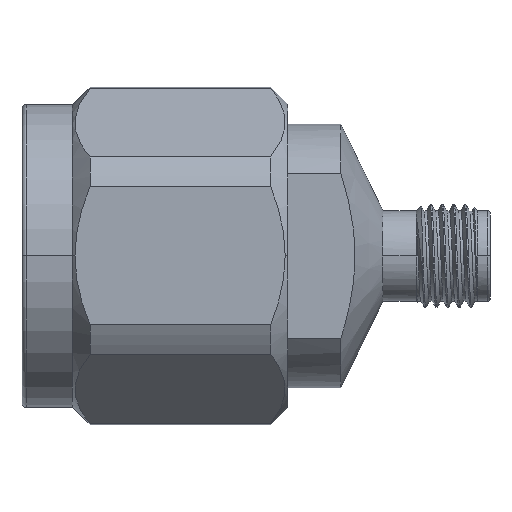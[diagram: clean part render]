
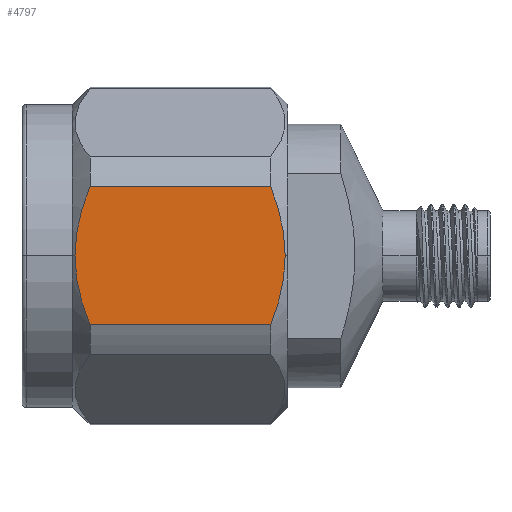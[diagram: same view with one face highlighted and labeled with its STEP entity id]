
A CAD part, top view. The second image highlights one B-rep face of the part: STEP entity #4797.
In plain terms, the highlighted planar face has unit normal (0, 0, 1).
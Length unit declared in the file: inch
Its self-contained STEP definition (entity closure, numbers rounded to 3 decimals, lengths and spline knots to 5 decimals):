
#185 = CARTESIAN_POINT ( 'NONE',  ( 0.12899, 0.01415, 0.375 ) ) ;
#230 = CARTESIAN_POINT ( 'NONE',  ( 0.15202, -0.13313, 0.375 ) ) ;
#258 = CARTESIAN_POINT ( 'NONE',  ( 0.16578, -0.16832, 0.375 ) ) ;
#311 = CARTESIAN_POINT ( 'NONE',  ( 0.62886, -0.0976, 0.375 ) ) ;
#433 = VERTEX_POINT ( 'NONE', #2890 ) ;
#635 = CARTESIAN_POINT ( 'NONE',  ( 0.12899, 0., 0.375 ) ) ;
#690 = ORIENTED_EDGE ( 'NONE', *, *, #3491, .T. ) ;
#733 = CARTESIAN_POINT ( 'NONE',  ( 0.14169, -0.09748, 0.375 ) ) ;
#739 = ORIENTED_EDGE ( 'NONE', *, *, #5627, .T. ) ;
#853 = PLANE ( 'NONE',  #1906 ) ;
#1013 = CARTESIAN_POINT ( 'NONE',  ( 0.60576, 0.16832, 0.375 ) ) ;
#1028 = DIRECTION ( 'NONE',  ( -1., 0., 0. ) ) ;
#1168 = CARTESIAN_POINT ( 'NONE',  ( 0.14024, -0.09162, 0.375 ) ) ;
#1352 = CARTESIAN_POINT ( 'NONE',  ( -0.15708, 0.21651, 0.375 ) ) ;
#1376 = B_SPLINE_CURVE_WITH_KNOTS ( 'NONE', 3,
 ( #1398, #3606, #2684, #2590, #3665, #3125, #1592, #1629, #5668, #5735, #3154, #5698 ),
 .UNSPECIFIED., .F., .F.,
 ( 4, 1, 1, 1, 1, 2, 2, 4 ),
 ( 0.50024, 0.62518, 0.68765, 0.71888, 0.7345, 0.74231, 0.75012, 1. ),
 .UNSPECIFIED. ) ;
#1398 = CARTESIAN_POINT ( 'NONE',  ( 0.64108, 0., 0.375 ) ) ;
#1451 = CARTESIAN_POINT ( 'NONE',  ( 0.63136, -0.08684, 0.375 ) ) ;
#1561 = ORIENTED_EDGE ( 'NONE', *, *, #6601, .T. ) ;
#1592 = CARTESIAN_POINT ( 'NONE',  ( 0.63239, 0.08201, 0.375 ) ) ;
#1608 = B_SPLINE_CURVE_WITH_KNOTS ( 'NONE', 3,
 ( #5880, #4906, #3307, #5376, #3916, #5312, #5916, #6424, #1168, #733, #4293, #230, #1778, #258 ),
 .UNSPECIFIED., .F., .F.,
 ( 4, 2, 2, 2, 1, 1, 1, 1, 4 ),
 ( 0.49989, 0.62491, 0.74994, 0.75776, 0.76557, 0.7812, 0.81246, 0.87497, 1. ),
 .UNSPECIFIED. ) ;
#1629 = CARTESIAN_POINT ( 'NONE',  ( 0.63201, 0.08382, 0.375 ) ) ;
#1641 = CARTESIAN_POINT ( 'NONE',  ( 0.64028, -0.02838, 0.375 ) ) ;
#1742 = CARTESIAN_POINT ( 'NONE',  ( 0.12899, 0., 0.375 ) ) ;
#1778 = CARTESIAN_POINT ( 'NONE',  ( 0.15984, -0.1541, 0.375 ) ) ;
#1863 = CARTESIAN_POINT ( 'NONE',  ( 0.63024, -0.09176, 0.375 ) ) ;
#1906 = AXIS2_PLACEMENT_3D ( 'NONE', #1352, #3396, #3537 ) ;
#1983 = VERTEX_POINT ( 'NONE', #1013 ) ;
#2049 = VECTOR ( 'NONE', #2730, 39.37008 ) ;
#2089 = CARTESIAN_POINT ( 'NONE',  ( 0., 0.16832, 0.375 ) ) ;
#2155 = CARTESIAN_POINT ( 'NONE',  ( 0., -0.16832, 0.375 ) ) ;
#2249 = EDGE_CURVE ( 'NONE', #5771, #433, #1608, .T. ) ;
#2252 = VERTEX_POINT ( 'NONE', #4392 ) ;
#2259 = CARTESIAN_POINT ( 'NONE',  ( 0.13811, 0.08235, 0.375 ) ) ;
#2334 = CARTESIAN_POINT ( 'NONE',  ( 0.60576, -0.16832, 0.375 ) ) ;
#2343 = CARTESIAN_POINT ( 'NONE',  ( 0.60576, -0.16832, 0.375 ) ) ;
#2590 = CARTESIAN_POINT ( 'NONE',  ( 0.63645, 0.0604, 0.375 ) ) ;
#2602 = LINE ( 'NONE', #2089, #3657 ) ;
#2648 = ORIENTED_EDGE ( 'NONE', *, *, #6336, .T. ) ;
#2684 = CARTESIAN_POINT ( 'NONE',  ( 0.6399, 0.03535, 0.375 ) ) ;
#2730 = DIRECTION ( 'NONE',  ( 1., 0., 0. ) ) ;
#2859 = CARTESIAN_POINT ( 'NONE',  ( 0.15393, 0.13997, 0.375 ) ) ;
#2890 = CARTESIAN_POINT ( 'NONE',  ( 0.16578, -0.16832, 0.375 ) ) ;
#3011 = VERTEX_POINT ( 'NONE', #3766 ) ;
#3125 = CARTESIAN_POINT ( 'NONE',  ( 0.63296, 0.0793, 0.375 ) ) ;
#3154 = CARTESIAN_POINT ( 'NONE',  ( 0.61719, 0.13983, 0.375 ) ) ;
#3268 = CARTESIAN_POINT ( 'NONE',  ( 0.13621, 0.0733, 0.375 ) ) ;
#3307 = CARTESIAN_POINT ( 'NONE',  ( 0.12981, -0.02831, 0.375 ) ) ;
#3391 = CARTESIAN_POINT ( 'NONE',  ( 0.61894, -0.1332, 0.375 ) ) ;
#3396 = DIRECTION ( 'NONE',  ( 0., 0., 1. ) ) ;
#3491 = EDGE_CURVE ( 'NONE', #1983, #3011, #2602, .T. ) ;
#3530 = CARTESIAN_POINT ( 'NONE',  ( 0.64108, 0., 0.375 ) ) ;
#3537 = DIRECTION ( 'NONE',  ( 0., -1., 0. ) ) ;
#3606 = CARTESIAN_POINT ( 'NONE',  ( 0.64108, 0.01408, 0.375 ) ) ;
#3657 = VECTOR ( 'NONE', #1028, 39.37008 ) ;
#3665 = CARTESIAN_POINT ( 'NONE',  ( 0.63421, 0.07299, 0.375 ) ) ;
#3766 = CARTESIAN_POINT ( 'NONE',  ( 0.16578, 0.16832, 0.375 ) ) ;
#3780 = CARTESIAN_POINT ( 'NONE',  ( 0.16578, 0.16832, 0.375 ) ) ;
#3875 = CARTESIAN_POINT ( 'NONE',  ( 0.13851, 0.08417, 0.375 ) ) ;
#3904 = FACE_OUTER_BOUND ( 'NONE', #4283, .T. ) ;
#3916 = CARTESIAN_POINT ( 'NONE',  ( 0.13558, -0.0713, 0.375 ) ) ;
#3929 = CARTESIAN_POINT ( 'NONE',  ( 0.63081, -0.08926, 0.375 ) ) ;
#4002 = VERTEX_POINT ( 'NONE', #2334 ) ;
#4224 = CARTESIAN_POINT ( 'NONE',  ( 0.63473, -0.07143, 0.375 ) ) ;
#4283 = EDGE_LOOP ( 'NONE', ( #4501, #1561, #690, #2648, #5425, #739 ) ) ;
#4293 = CARTESIAN_POINT ( 'NONE',  ( 0.14481, -0.10926, 0.375 ) ) ;
#4392 = CARTESIAN_POINT ( 'NONE',  ( 0.64108, 0., 0.375 ) ) ;
#4501 = ORIENTED_EDGE ( 'NONE', *, *, #5227, .T. ) ;
#4609 = CARTESIAN_POINT ( 'NONE',  ( 0.63711, -0.05702, 0.375 ) ) ;
#4613 = B_SPLINE_CURVE_WITH_KNOTS ( 'NONE', 3,
 ( #3780, #2859, #6448, #5908, #3875, #2259, #5844, #3268, #5440, #4828, #185, #1742 ),
 .UNSPECIFIED., .F., .F.,
 ( 4, 2, 2, 1, 1, 1, 1, 4 ),
 ( 0., 0.24994, 0.25775, 0.26556, 0.28119, 0.31243, 0.37491, 0.49989 ),
 .UNSPECIFIED. ) ;
#4797 = ADVANCED_FACE ( 'NONE', ( #3904 ), #853, .T. ) ;
#4802 = CARTESIAN_POINT ( 'NONE',  ( 0.64108, -0.0141, 0.375 ) ) ;
#4828 = CARTESIAN_POINT ( 'NONE',  ( 0.13023, 0.03552, 0.375 ) ) ;
#4906 = CARTESIAN_POINT ( 'NONE',  ( 0.12899, -0.01416, 0.375 ) ) ;
#5227 = EDGE_CURVE ( 'NONE', #4002, #2252, #6706, .T. ) ;
#5312 = CARTESIAN_POINT ( 'NONE',  ( 0.13908, -0.0867, 0.375 ) ) ;
#5376 = CARTESIAN_POINT ( 'NONE',  ( 0.13311, -0.05691, 0.375 ) ) ;
#5425 = ORIENTED_EDGE ( 'NONE', *, *, #2249, .T. ) ;
#5440 = CARTESIAN_POINT ( 'NONE',  ( 0.13385, 0.06067, 0.375 ) ) ;
#5461 = CARTESIAN_POINT ( 'NONE',  ( 0.62586, -0.10937, 0.375 ) ) ;
#5627 = EDGE_CURVE ( 'NONE', #433, #4002, #6284, .T. ) ;
#5668 = CARTESIAN_POINT ( 'NONE',  ( 0.6318, 0.08479, 0.375 ) ) ;
#5698 = CARTESIAN_POINT ( 'NONE',  ( 0.60576, 0.16832, 0.375 ) ) ;
#5735 = CARTESIAN_POINT ( 'NONE',  ( 0.62581, 0.11226, 0.375 ) ) ;
#5771 = VERTEX_POINT ( 'NONE', #635 ) ;
#5844 = CARTESIAN_POINT ( 'NONE',  ( 0.13752, 0.07964, 0.375 ) ) ;
#5880 = CARTESIAN_POINT ( 'NONE',  ( 0.12899, 0., 0.375 ) ) ;
#5908 = CARTESIAN_POINT ( 'NONE',  ( 0.13873, 0.08515, 0.375 ) ) ;
#5916 = CARTESIAN_POINT ( 'NONE',  ( 0.13926, -0.08746, 0.375 ) ) ;
#6284 = LINE ( 'NONE', #2155, #2049 ) ;
#6285 = CARTESIAN_POINT ( 'NONE',  ( 0.63119, -0.08759, 0.375 ) ) ;
#6336 = EDGE_CURVE ( 'NONE', #3011, #5771, #4613, .T. ) ;
#6424 = CARTESIAN_POINT ( 'NONE',  ( 0.13965, -0.08912, 0.375 ) ) ;
#6448 = CARTESIAN_POINT ( 'NONE',  ( 0.14498, 0.11252, 0.375 ) ) ;
#6601 = EDGE_CURVE ( 'NONE', #2252, #1983, #1376, .T. ) ;
#6613 = CARTESIAN_POINT ( 'NONE',  ( 0.61145, -0.15414, 0.375 ) ) ;
#6706 = B_SPLINE_CURVE_WITH_KNOTS ( 'NONE', 3,
 ( #2343, #6613, #3391, #5461, #311, #1863, #3929, #6285, #1451, #4224, #4609, #1641, #4802, #3530 ),
 .UNSPECIFIED., .F., .F.,
 ( 4, 1, 1, 1, 1, 2, 2, 2, 4 ),
 ( 0., 0.12506, 0.18759, 0.21885, 0.23449, 0.2423, 0.25012, 0.37518, 0.50024 ),
 .UNSPECIFIED. ) ;
